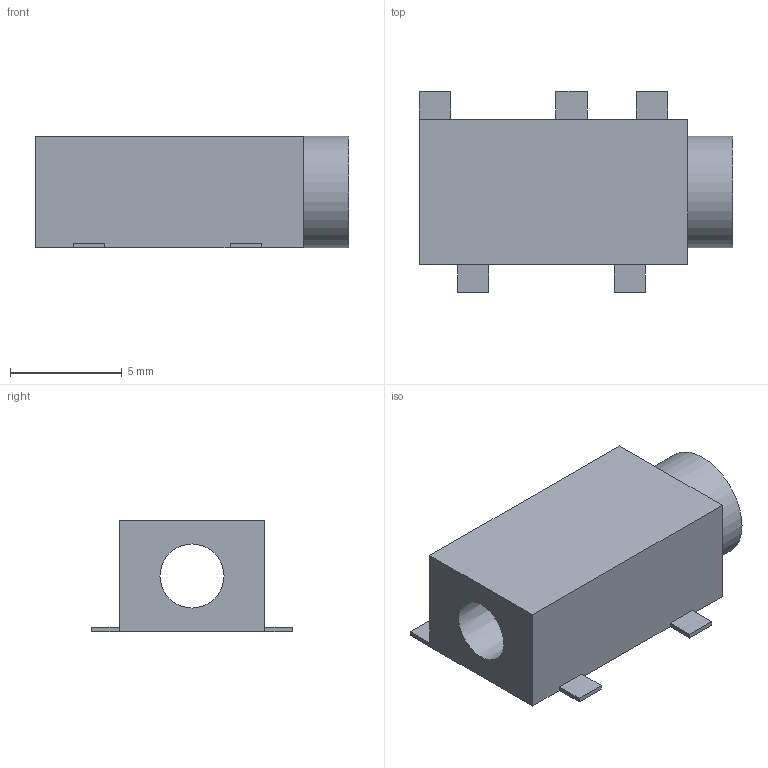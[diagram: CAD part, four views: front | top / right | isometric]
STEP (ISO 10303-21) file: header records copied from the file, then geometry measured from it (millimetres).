
FILE_DESCRIPTION(('FreeCAD Model'),'2;1');
FILE_NAME('3-5mm-audio-jack.step', '2015-02-11T23:44:12',('FreeCAD'),('FreeCAD'), 'Open CASCADE STEP processor 6.7','FreeCAD','Unknown');
FILE_SCHEMA(('AUTOMOTIVE_DESIGN_CC2 { 1 2 10303 214 -1 1 5 4 }'));
Length unit declared in the file: millimetre
Products named in the file (1): Pad002
Bounding box: 14 x 9 x 5 mm (x, y, z)
Volume: 315.6 mm3; surface area: 518 mm2
Topology: 1 solids, 1 shells, 35 faces, 86 edges, 53 vertices
Faces by surface type: plane 33, cone 1, cylinder 1
Full cylindrical faces by diameter (mm): 5 x1
Entity records: 2150 total; most frequent: CARTESIAN_POINT 369, DIRECTION 329, LINE 242, VECTOR 242, ORIENTED_EDGE 172, PCURVE 172, DEFINITIONAL_REPRESENTATION 172, EDGE_CURVE 86
